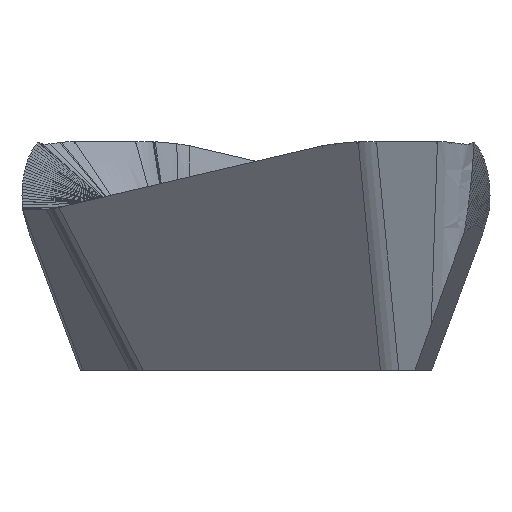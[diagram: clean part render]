
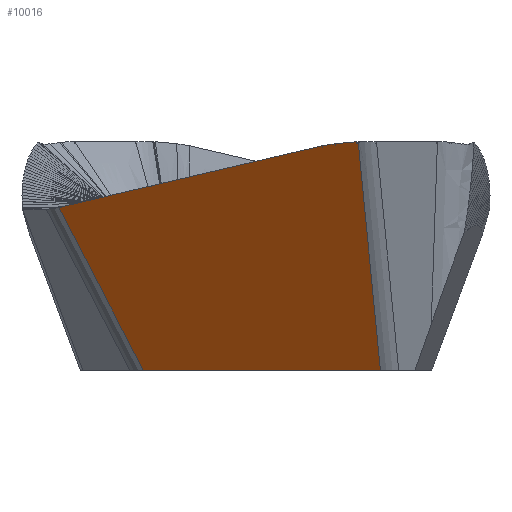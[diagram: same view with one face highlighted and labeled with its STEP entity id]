
A CAD part, left-side view. The second image highlights one B-rep face of the part: STEP entity #10016.
In plain terms, the highlighted planar face has unit normal (-0.814, 0.47, -0.342).
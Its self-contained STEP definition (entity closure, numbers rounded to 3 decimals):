
#105=CARTESIAN_POINT('',(-6.58,2.463,-5.));
#2209=DIRECTION('',(-0.522,-0.85,0.074));
#2210=VECTOR('',#2209,0.556);
#2211=CARTESIAN_POINT('',(-11.086,-1.733,
-0.044));
#2212=LINE('',#2211,#2210);
#2216=CARTESIAN_POINT('',(-11.376,-2.206,
-0.002));
#2217=CARTESIAN_POINT('',(-11.382,-2.215,
-0.002));
#2218=CARTESIAN_POINT('',(-11.387,-2.224,
-0.001));
#2219=CARTESIAN_POINT('',(-11.393,-2.233,
-0.001));
#2224=DIRECTION('',(0.341,-0.091,-0.936));
#2225=VECTOR('',#2224,5.343);
#2226=CARTESIAN_POINT('',(-11.393,-2.233,
-0.001));
#2227=LINE('',#2226,#2225);
#2231=DIRECTION('',(0.5,0.866,0.));
#2232=VECTOR('',#2231,5.985);
#2233=CARTESIAN_POINT('',(-9.573,-2.721,-5.));
#2234=LINE('',#2233,#2232);
#2238=CARTESIAN_POINT('',(-7.011,4.31,
-1.438));
#2239=CARTESIAN_POINT('',(-7.013,4.307,
-1.437));
#2240=CARTESIAN_POINT('',(-7.015,4.304,
-1.436));
#2241=CARTESIAN_POINT('',(-7.017,4.301,
-1.436));
#2246=DIRECTION('',(-0.55,-0.813,0.19));
#2247=VECTOR('',#2246,2.447);
#2248=CARTESIAN_POINT('',(-7.017,4.301,
-1.436));
#2249=LINE('',#2248,#2247);
#2253=DIRECTION('',(-0.55,-0.813,0.19));
#2254=VECTOR('',#2253,4.625);
#2255=CARTESIAN_POINT('',(-8.362,2.31,
-0.97));
#2256=LINE('',#2255,#2254);
#2260=CARTESIAN_POINT('',(-10.904,-1.451,
-0.089));
#2261=CARTESIAN_POINT('',(-10.935,-1.498,
-0.078));
#2262=CARTESIAN_POINT('',(-10.975,-1.558,
-0.066));
#2263=CARTESIAN_POINT('',(-11.027,-1.638,
-0.054));
#2264=CARTESIAN_POINT('',(-11.059,-1.689,
-0.048));
#2265=CARTESIAN_POINT('',(-11.077,-1.718,
-0.045));
#2266=CARTESIAN_POINT('',(-11.086,-1.733,
-0.044));
#3285=CARTESIAN_POINT('',(-9.573,-2.721,-5.));
#3362=DIRECTION('',(0.107,-0.458,-0.883));
#3363=VECTOR('',#3362,4.036);
#3364=CARTESIAN_POINT('',(-7.011,4.31,
-1.438));
#3365=LINE('',#3364,#3363);
#4457=VERTEX_POINT('',#3285);
#4542=VERTEX_POINT('',#105);
#4564=CARTESIAN_POINT('',(-11.086,-1.733,
-0.044));
#4565=CARTESIAN_POINT('',(-11.376,-2.206,
-0.002));
#4566=VERTEX_POINT('',#4564);
#4567=VERTEX_POINT('',#4565);
#4568=VERTEX_POINT('',#2219);
#4881=CARTESIAN_POINT('',(-7.011,4.31,
-1.438));
#4882=VERTEX_POINT('',#4881);
#4903=CARTESIAN_POINT('',(-7.017,4.301,
-1.436));
#4904=VERTEX_POINT('',#4903);
#4905=CARTESIAN_POINT('',(-8.362,2.31,
-0.97));
#4906=VERTEX_POINT('',#4905);
#4907=CARTESIAN_POINT('',(-10.904,-1.451,
-0.089));
#4908=VERTEX_POINT('',#4907);
#9997=CARTESIAN_POINT('',(-9.449,1.134,0.));
#9998=DIRECTION('',(0.814,-0.47,0.342));
#9999=DIRECTION('',(0.5,0.866,0.));
#10000=AXIS2_PLACEMENT_3D('',#9997,#9998,#9999);
#10001=PLANE('',#10000);
#10002=ORIENTED_EDGE('',*,*,#9988,.T.);
#10004=ORIENTED_EDGE('',*,*,#10003,.T.);
#10006=ORIENTED_EDGE('',*,*,#10005,.T.);
#10007=ORIENTED_EDGE('',*,*,#5007,.T.);
#10009=ORIENTED_EDGE('',*,*,#10008,.F.);
#10010=ORIENTED_EDGE('',*,*,#9776,.T.);
#10011=ORIENTED_EDGE('',*,*,#9817,.T.);
#10012=ORIENTED_EDGE('',*,*,#9895,.T.);
#10013=ORIENTED_EDGE('',*,*,#9941,.T.);
#10014=EDGE_LOOP('',(#10002,#10004,#10006,#10007,#10009,#10010,#10011,#10012,
#10013));
#10015=FACE_OUTER_BOUND('',#10014,.F.);
#2220=B_SPLINE_CURVE_WITH_KNOTS('',3,(#2216,#2217,#2218,#2219),.UNSPECIFIED.,
.F.,.F.,(4,4),(0.,1.),.UNSPECIFIED.);
#2242=B_SPLINE_CURVE_WITH_KNOTS('',3,(#2238,#2239,#2240,#2241),.UNSPECIFIED.,
.F.,.F.,(4,4),(0.,1.),.UNSPECIFIED.);
#2267=B_SPLINE_CURVE_WITH_KNOTS('',3,(#2260,#2261,#2262,#2263,#2264,#2265,
#2266),.UNSPECIFIED.,.F.,.F.,(4,1,1,1,4),(0.,0.5,0.75,0.875,1.),
.UNSPECIFIED.);
#5007=EDGE_CURVE('',#4457,#4542,#2234,.T.);
#9776=EDGE_CURVE('',#4882,#4904,#2242,.T.);
#9817=EDGE_CURVE('',#4904,#4906,#2249,.T.);
#9895=EDGE_CURVE('',#4906,#4908,#2256,.T.);
#9941=EDGE_CURVE('',#4908,#4566,#2267,.T.);
#9988=EDGE_CURVE('',#4566,#4567,#2212,.T.);
#10003=EDGE_CURVE('',#4567,#4568,#2220,.T.);
#10005=EDGE_CURVE('',#4568,#4457,#2227,.T.);
#10008=EDGE_CURVE('',#4882,#4542,#3365,.T.);
#10016=ADVANCED_FACE('',(#10015),#10001,.F.);
